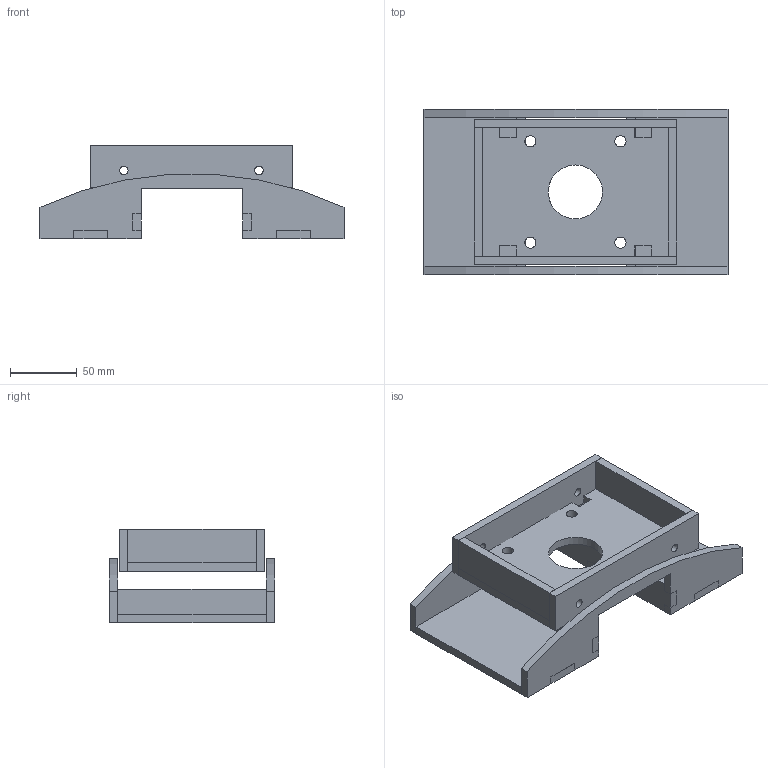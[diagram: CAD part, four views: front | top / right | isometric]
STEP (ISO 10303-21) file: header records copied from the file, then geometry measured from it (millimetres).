
FILE_DESCRIPTION(/* description */ (''),/* implementation_level */ '2;1');
FILE_NAME(/* name */ 'freatboard-radiusing-jig-fusion360.step',/* time_stamp */ '2022-02-28T14:00:21-08:00',/* author */ (''),/* organization */ (''),/* preprocessor_version */ 'ST-DEVELOPER v18.1',/* originating_system */ 'Autodesk Translation Framework v10.13.0.1454',/* authorisation */ '');
FILE_SCHEMA (('AUTOMOTIVE_DESIGN { 1 0 10303 214 3 1 1 }'));
Length unit declared in the file: inch
Products named in the file (12): freatboard-radiusing-jig-fusion360; Sled Base Plate; Sled Edge 1; Sled Edge 2; Guide Contour 1; Sled Support 1; Guide Base 2; Guide Contour 2; Guide Base 1; Guide Support 1; Guide Support 2; Sled Support 2
Assembly tree (11 placements, depth 2):
  freatboard-radiusing-jig-fusion360
    Sled Base Plate
    Sled Edge 1
    Sled Edge 2
    Guide Contour 1
    Sled Support 1
    Guide Base 2
    Guide Contour 2
    Guide Base 1
    Guide Support 1
    Guide Support 2
    Sled Support 2
Bounding box: 228.6 x 124.46 x 70.68 mm (x, y, z)
Volume: 390073.2 mm3; surface area: 153995.6 mm2
Topology: 11 solids, 11 shells, 211 faces, 567 edges, 378 vertices
Faces by surface type: plane 200, cylinder 11
Full cylindrical faces by diameter (mm): 6.35 x4, 8.382 x4, 40.64 x1
Entity records: 6894 total; most frequent: CARTESIAN_POINT 1179, ORIENTED_EDGE 1134, DIRECTION 1057, EDGE_CURVE 567, LINE 545, VECTOR 545, VERTEX_POINT 378, AXIS2_PLACEMENT_3D 256
